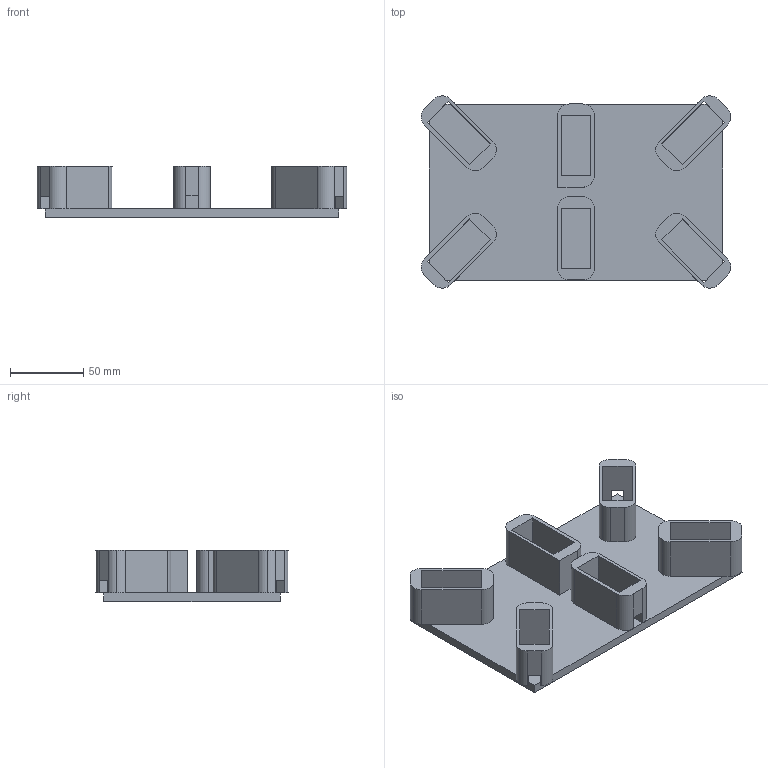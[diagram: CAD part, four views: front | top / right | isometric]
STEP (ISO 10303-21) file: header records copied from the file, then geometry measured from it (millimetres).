
FILE_DESCRIPTION (( 'STEP AP214' ), '1' );
FILE_NAME ('hexa base.STEP', '2022-03-16T17:13:12', ( '' ), ( '' ), 'SwSTEP 2.0', 'SolidWorks 2020', '' );
FILE_SCHEMA (( 'AUTOMOTIVE_DESIGN' ));
Length unit declared in the file: millimetre
Products named in the file (1): hexa base
Bounding box: 211.02 x 130.99 x 34.82 mm (x, y, z)
Volume: 234098.3 mm3; surface area: 100561.7 mm2
Topology: 1 solids, 1 shells, 123 faces, 385 edges, 246 vertices
Faces by surface type: plane 92, cylinder 31
Entity records: 4295 total; most frequent: ORIENTED_EDGE 770, CARTESIAN_POINT 755, DIRECTION 695, EDGE_CURVE 385, LINE 323, VECTOR 323, VERTEX_POINT 246, AXIS2_PLACEMENT_3D 186
